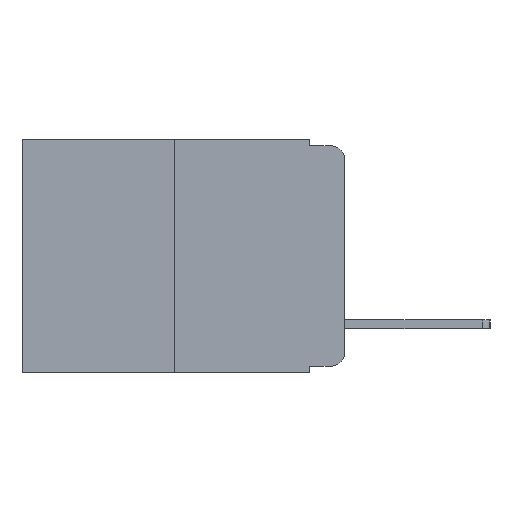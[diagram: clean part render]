
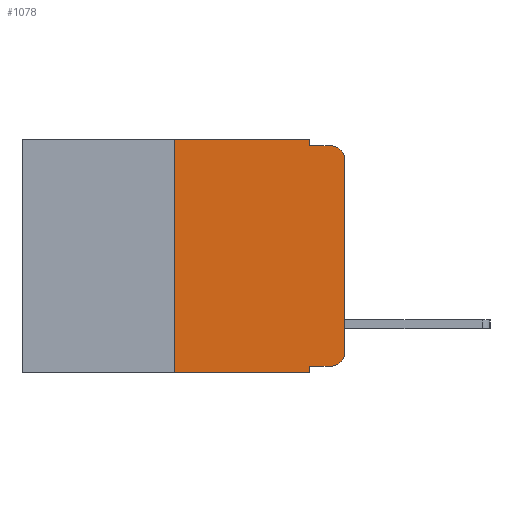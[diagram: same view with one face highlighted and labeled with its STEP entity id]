
A CAD part, left-side view. The second image highlights one B-rep face of the part: STEP entity #1078.
In plain terms, the highlighted planar face has unit normal (-1, 0, 0).
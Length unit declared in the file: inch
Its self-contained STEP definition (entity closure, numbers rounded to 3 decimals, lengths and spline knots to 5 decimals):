
#28 = CARTESIAN_POINT ( 'NONE',  ( 0., 0.051, 0. ) ) ;
#204 = ORIENTED_EDGE ( 'NONE', *, *, #931, .F. ) ;
#435 = ORIENTED_EDGE ( 'NONE', *, *, #8131, .F. ) ;
#590 = CARTESIAN_POINT ( 'NONE',  ( 0., 0.051, -0.01 ) ) ;
#596 = DIRECTION ( 'NONE',  ( 0., 0., -1. ) ) ;
#641 = CARTESIAN_POINT ( 'NONE',  ( 0., 0.25, 0. ) ) ;
#872 = DIRECTION ( 'NONE',  ( 0., -1., 0. ) ) ;
#931 = EDGE_CURVE ( 'NONE', #8979, #2342, #6412, .T. ) ;
#962 = ORIENTED_EDGE ( 'NONE', *, *, #8150, .T. ) ;
#1078 = ADVANCED_FACE ( 'NONE', ( #5987 ), #2833, .F. ) ;
#1293 = VECTOR ( 'NONE', #872, 39.37008 ) ;
#1385 = ORIENTED_EDGE ( 'NONE', *, *, #8169, .T. ) ;
#1460 = VECTOR ( 'NONE', #11267, 39.37008 ) ;
#1786 = DIRECTION ( 'NONE',  ( 0., 0., 1. ) ) ;
#1854 = VECTOR ( 'NONE', #1891, 39.37008 ) ;
#1891 = DIRECTION ( 'NONE',  ( 0., -1., 0. ) ) ;
#1994 = CARTESIAN_POINT ( 'NONE',  ( 0., 0.051, -0.333 ) ) ;
#2015 = VERTEX_POINT ( 'NONE', #2761 ) ;
#2192 = ORIENTED_EDGE ( 'NONE', *, *, #7592, .F. ) ;
#2247 = CARTESIAN_POINT ( 'NONE',  ( 0., 0.051, -0.333 ) ) ;
#2342 = VERTEX_POINT ( 'NONE', #28 ) ;
#2419 = ORIENTED_EDGE ( 'NONE', *, *, #7608, .F. ) ;
#2574 = VECTOR ( 'NONE', #1786, 39.37008 ) ;
#2608 = LINE ( 'NONE', #12020, #9784 ) ;
#2735 = LINE ( 'NONE', #2247, #7157 ) ;
#2761 = CARTESIAN_POINT ( 'NONE',  ( 0., 0.051, -0.343 ) ) ;
#2783 = CARTESIAN_POINT ( 'NONE',  ( 0., 0.02, -0.333 ) ) ;
#2833 = PLANE ( 'NONE',  #3047 ) ;
#2912 = LINE ( 'NONE', #11156, #2574 ) ;
#2966 = CARTESIAN_POINT ( 'NONE',  ( 0., 0.051, -0.01 ) ) ;
#3015 = CARTESIAN_POINT ( 'NONE',  ( 0., 0.051, 0. ) ) ;
#3026 = ORIENTED_EDGE ( 'NONE', *, *, #7575, .F. ) ;
#3047 = AXIS2_PLACEMENT_3D ( 'NONE', #9355, #10257, #4895 ) ;
#3104 = AXIS2_PLACEMENT_3D ( 'NONE', #12135, #6778, #596 ) ;
#3561 = ORIENTED_EDGE ( 'NONE', *, *, #7462, .T. ) ;
#3853 = ORIENTED_EDGE ( 'NONE', *, *, #4218, .T. ) ;
#4120 = EDGE_LOOP ( 'NONE', ( #3561, #8261, #3026, #2192, #204, #2419, #3853, #435, #962, #1385 ) ) ;
#4133 = DIRECTION ( 'NONE',  ( -1., 0., 0. ) ) ;
#4218 = EDGE_CURVE ( 'NONE', #5821, #2015, #2608, .T. ) ;
#4347 = VERTEX_POINT ( 'NONE', #590 ) ;
#4482 = VERTEX_POINT ( 'NONE', #1994 ) ;
#4838 = CIRCLE ( 'NONE', #5127, 0.02 ) ;
#4890 = DIRECTION ( 'NONE',  ( 0., -1., 0. ) ) ;
#4895 = DIRECTION ( 'NONE',  ( 0., 0., -1. ) ) ;
#4984 = CIRCLE ( 'NONE', #3104, 0.02 ) ;
#5127 = AXIS2_PLACEMENT_3D ( 'NONE', #9512, #4133, #10404 ) ;
#5821 = VERTEX_POINT ( 'NONE', #6287 ) ;
#5987 = FACE_OUTER_BOUND ( 'NONE', #4120, .T. ) ;
#6287 = CARTESIAN_POINT ( 'NONE',  ( 0., 0.25, -0.343 ) ) ;
#6412 = LINE ( 'NONE', #10564, #1293 ) ;
#6765 = VECTOR ( 'NONE', #11237, 39.37008 ) ;
#6778 = DIRECTION ( 'NONE',  ( -1., 0., 0. ) ) ;
#7157 = VECTOR ( 'NONE', #9757, 39.37008 ) ;
#7370 = VERTEX_POINT ( 'NONE', #2783 ) ;
#7440 = LINE ( 'NONE', #7918, #11943 ) ;
#7462 = EDGE_CURVE ( 'NONE', #11900, #9390, #2912, .T. ) ;
#7570 = EDGE_CURVE ( 'NONE', #9390, #7798, #4984, .T. ) ;
#7575 = EDGE_CURVE ( 'NONE', #4347, #7798, #11814, .T. ) ;
#7592 = EDGE_CURVE ( 'NONE', #2342, #4347, #7595, .T. ) ;
#7595 = LINE ( 'NONE', #3015, #6765 ) ;
#7608 = EDGE_CURVE ( 'NONE', #5821, #8979, #9193, .T. ) ;
#7798 = VERTEX_POINT ( 'NONE', #9548 ) ;
#7918 = CARTESIAN_POINT ( 'NONE',  ( 0., 0.051, 0. ) ) ;
#8131 = EDGE_CURVE ( 'NONE', #4482, #2015, #7440, .T. ) ;
#8150 = EDGE_CURVE ( 'NONE', #4482, #7370, #2735, .T. ) ;
#8169 = EDGE_CURVE ( 'NONE', #7370, #11900, #4838, .T. ) ;
#8261 = ORIENTED_EDGE ( 'NONE', *, *, #7570, .T. ) ;
#8885 = DIRECTION ( 'NONE',  ( 0., 0., -1. ) ) ;
#8979 = VERTEX_POINT ( 'NONE', #641 ) ;
#9193 = LINE ( 'NONE', #10400, #1460 ) ;
#9355 = CARTESIAN_POINT ( 'NONE',  ( 0., 0.473, 0. ) ) ;
#9390 = VERTEX_POINT ( 'NONE', #11579 ) ;
#9512 = CARTESIAN_POINT ( 'NONE',  ( 0., 0.02, -0.313 ) ) ;
#9548 = CARTESIAN_POINT ( 'NONE',  ( 0., 0.02, -0.01 ) ) ;
#9757 = DIRECTION ( 'NONE',  ( 0., -1., 0. ) ) ;
#9784 = VECTOR ( 'NONE', #4890, 39.37008 ) ;
#10257 = DIRECTION ( 'NONE',  ( 1., 0., 0. ) ) ;
#10400 = CARTESIAN_POINT ( 'NONE',  ( 0., 0.25, 0. ) ) ;
#10404 = DIRECTION ( 'NONE',  ( 0., 0., -1. ) ) ;
#10564 = CARTESIAN_POINT ( 'NONE',  ( 0., 0.473, 0. ) ) ;
#11156 = CARTESIAN_POINT ( 'NONE',  ( 0., 0., 0. ) ) ;
#11237 = DIRECTION ( 'NONE',  ( 0., 0., -1. ) ) ;
#11263 = CARTESIAN_POINT ( 'NONE',  ( 0., 0., -0.313 ) ) ;
#11267 = DIRECTION ( 'NONE',  ( 0., 0., 1. ) ) ;
#11579 = CARTESIAN_POINT ( 'NONE',  ( 0., 0., -0.03 ) ) ;
#11814 = LINE ( 'NONE', #2966, #1854 ) ;
#11900 = VERTEX_POINT ( 'NONE', #11263 ) ;
#11943 = VECTOR ( 'NONE', #8885, 39.37008 ) ;
#12020 = CARTESIAN_POINT ( 'NONE',  ( 0., 0.473, -0.343 ) ) ;
#12135 = CARTESIAN_POINT ( 'NONE',  ( 0., 0.02, -0.03 ) ) ;
